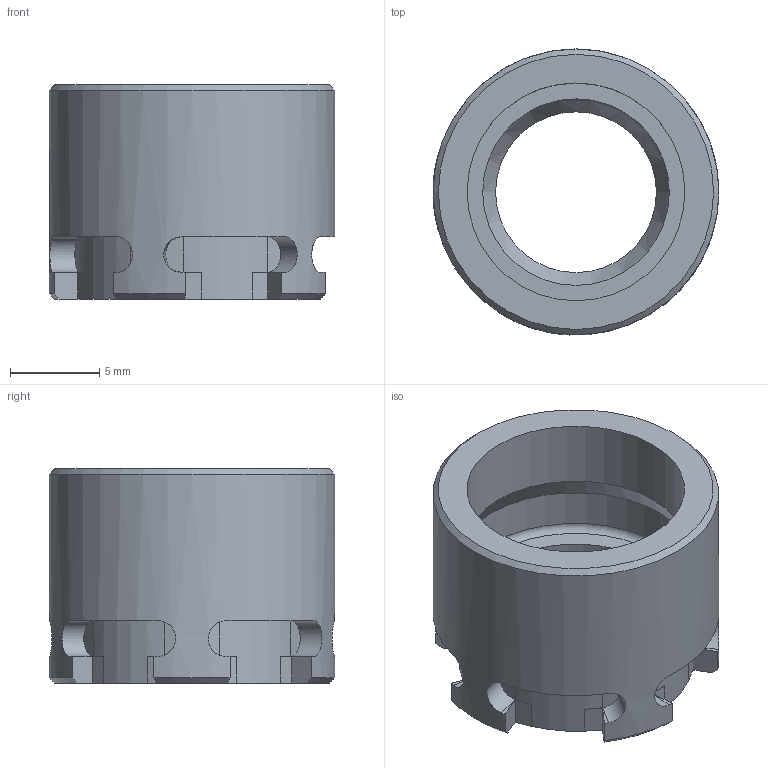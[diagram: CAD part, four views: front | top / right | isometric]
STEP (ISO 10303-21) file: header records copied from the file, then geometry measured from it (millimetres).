
FILE_DESCRIPTION(/* description */ (''),/* implementation_level */ '2;1');
FILE_NAME(/* name */ '351160000.stp',/* time_stamp */ '2022-09-21T14:45:16',/* author */ ('Ratnasingam Jekanthan'),/* organization */ ('REGO-FIX'),/* preprocessor_version */ ' Unknown',/* originating_system */ 'SIEMENS PLM Software Solid Edge ST10',/* authorization */ 'Unknown');
FILE_SCHEMA (('AUTOMOTIVE_DESIGN { 1 0 10303 214 2 1 1}'));
Length unit declared in the file: millimetre
Products named in the file (1): NOCUT
Bounding box: 16 x 16 x 12 mm (x, y, z)
Volume: 931.5 mm3; surface area: 1394 mm2
Topology: 1 solids, 1 shells, 79 faces, 200 edges, 125 vertices
Faces by surface type: plane 49, cylinder 20, cone 8, torus 2
Full cylindrical faces by diameter (mm): 9 x1, 10.44 x1, 12.188 x1, 13.3 x1, 16 x1
Entity records: 2939 total; most frequent: CARTESIAN_POINT 454, DIRECTION 422, ORIENTED_EDGE 376, EDGE_CURVE 188, AXIS2_PLACEMENT_3D 161, VERTEX_POINT 123, LINE 100, VECTOR 100
